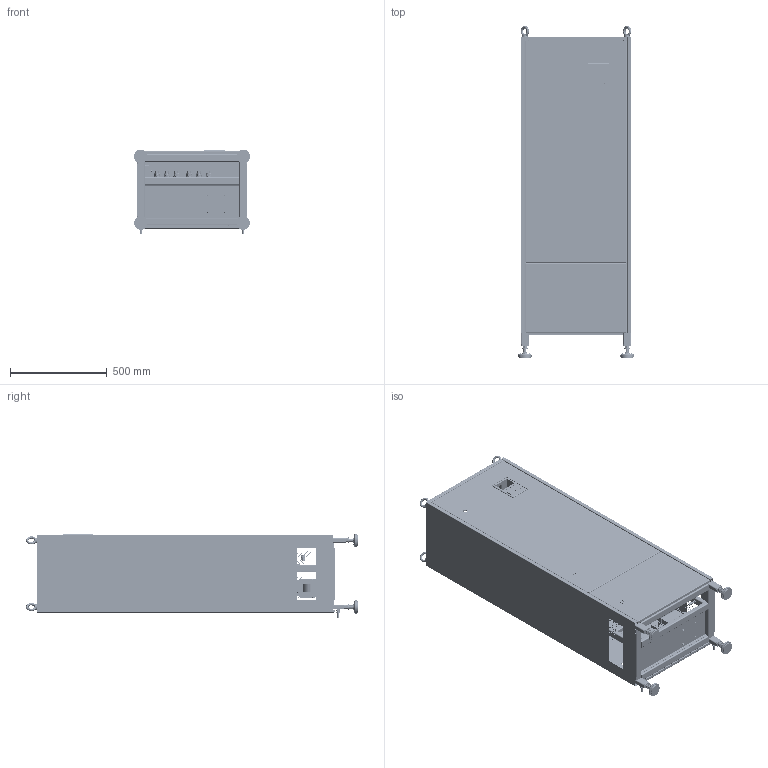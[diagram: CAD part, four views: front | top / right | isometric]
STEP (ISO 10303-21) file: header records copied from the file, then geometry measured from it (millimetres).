
FILE_DESCRIPTION (( 'FreeCAD Model' ), '1' );
FILE_NAME ('3D-model FC series 04 - 110-132 kW.STEP','2016-03-10T06:51:14', (''),(''),'Open CASCADE STEP processor 6.8','FreeCAD','');
FILE_SCHEMA (( 'CONFIG_CONTROL_DESIGN' ));
Length unit declared in the file: millimetre
Products named in the file (67): 陑祫.735225.002 扻豵鵨; Øàéáà_ïðóæèííàÿ_6402-70_ä10; 心至.467451.034蚜 暑眚痤腚屦_45_FreqConv_V2.3SK_; Ãàéêà_À_5927-70_Œ10; Íàáîð ãàéêà Ì10; 3-D 斁麧錪 瓬-110-132; ÐÄÖÁ.741124.011 Ïàíåëü ýëåêòðîíèêè; Íàáîð áîëò Ì10õ25 áåç øàéáû; ÐÄÖÁ.305424.006 Ïàíåëü áîêîâàÿ; Îáìîòêà Ä12; ﾑ褞蒟韭 ﾄ12; Êðåïëåíèå Ä12; ﾐﾄﾖﾁ.745322.012 ﾒ矜; 陑祫.741134.032 砑僗鴀; Çàêëåïêà ðåçüáîâàÿ ñ ïëîññêèì áóðòèêîì Ì8õ16,5 Ñò.3, ö9; ﾐﾄﾖﾁ.745322.012-02 ﾒ矜; ﾐﾄﾖﾁ.745322.012-01 ﾒ矜; Äðîññåëü Ä-12; Çàêëåïêà ðåçüáîâàÿ ñ ïëîññêèì áóðòèêîì Ì6õ12,5 Ñò.3, ö9; Áîëò_À_ 7805-70_Œ 6 å 20; Áîëò çàçåìëåíèÿ Ì10õ40 ÃÎÑÒ 7798-70; 陑祫.745222.008 赶鎀鍧; ÐÄÖÁ.745512.008 Ïàíåëü âåðõíÿÿ; 陑祫.301233.001捘 忺謤僔; ﾐﾄﾖﾁ.745421.004 ﾐ裔; ÐÄÖÁ.745512.009 Ïàíåëü áîêîâàÿ; ÐÄÖÁ.752683.005 Ñåòêà; ÐÄÖÁ.304119.001 Ïåòëÿ; ÐÄÖÁ.745512.011 Äâåðü âåðõíÿÿ; 陑祫.741121.020 砑僔蠂縺; ﾐﾄﾖﾁ.745512.012 ﾄ粢 湜跫; ÐÄÖÁ.305341.001 Äâåðü âåðõíÿÿ; 寀鵻罻 (錟覷薤)-1; ﾘ 2-1; Ñêîáà 2_0; Îñü 2-1; Îñü-1; ÐÄÖÁ.305424.007 Ïàíåëü çàäíÿÿ; ÐÄÖÁ.745512.010 Ïàíåëü çàäíÿÿ; Ñêîáà ...
Assembly tree (161 placements, depth 5):
  3-D 斁麧錪 瓬-110-132
    陑祫.301233.001捘 忺謤僔
      陑祫.301421.003 栺鍣罻  x3
        ﾐﾄﾖﾁ.745222.007 ﾒ矜
        ÐÄÖÁ.741124.012 Âñòàâêà
        陑祫.741124.013 砑僗鴀
      陑祫.301421.003 栺鍣罻
        ﾐﾄﾖﾁ.745222.007 ﾒ矜
        ÐÄÖÁ.741124.012 Âñòàâêà
        陑祫.741124.013 砑僗鴀
      ÐÄÖÁ.745322.011 Ïàíåëü íèæíÿÿ
      ÐÄÖÁ.745322.010 Ïàíåëü ïîäêëþ÷åíèé
      陑祫.741134.033 砑僔蠂縺  x3
      25 x 40 x 2.5x350-01
      25 x 40 x 2.5x350-01
      ﾐﾄﾖﾁ.745322.012 ﾒ矜  x7
      ﾐﾄﾖﾁ.745322.012 ﾒ矜
      ﾐﾄﾖﾁ.745322.012-01 ﾒ矜  x2
      ﾐﾄﾖﾁ.745322.012-02 ﾒ矜  x5
      陑祫.741134.032 砑僗鴀
      陑祫.741134.032 砑僗鴀
      陑祫.741134.032 砑僗鴀
      陑祫.741134.032 砑僗鴀
      陑祫.745222.008 赶鎀鍧  x2
      Áîëò çàçåìëåíèÿ Ì10õ40 ÃÎÑÒ 7798-70  x4
      Áîëò_À_ 7805-70_Œ 6 å 20  x4
      Çàêëåïêà ðåçüáîâàÿ ñ ïëîññêèì áóðòèêîì Ì6õ12,5 Ñò.3, ö9  x12
      Çàêëåïêà ðåçüáîâàÿ ñ ïëîññêèì áóðòèêîì Ì8õ16,5 Ñò.3, ö9  x7
    ÐÄÖÁ.305424.005 Ïàíåëü âåðõíÿÿ
      ÐÄÖÁ.745512.008 Ïàíåëü âåðõíÿÿ
      ÐÄÖÁ.752683.005 Ñåòêà
      Áîëò_Â_7808-70_Œ 6 å 25
    ÐÄÖÁ.305424.007 Ïàíåëü çàäíÿÿ
      ÐÄÖÁ.745512.010 Ïàíåëü çàäíÿÿ
      ÐÄÖÁ.752683.005 Ñåòêà
      Áîëò_Â_7808-70_Œ 6 å 25
    ÐÄÖÁ.305341.001 Äâåðü âåðõíÿÿ
      ÐÄÖÁ.304119.001 Ïåòëÿ  x2
        Ñêîáà 2_0
          Ñêîáà
          Îñü-1
        Îñü 2-1
        寀鵻罻 (錟覷薤)-1
        ﾘ 2-1
      ÐÄÖÁ.745512.011 Äâåðü âåðõíÿÿ
      ﾐﾄﾖﾁ.745421.004 ﾐ裔
      陑祫.741121.020 砑僔蠂縺  x2
      Áîëò_Â_7808-70_Œ 6 å 25
    ﾐﾄﾖﾁ.305341.002 ﾄ粢 湜跫
      ÐÄÖÁ.304119.001 Ïåòëÿ  x2
        Ñêîáà 2_0
          Ñêîáà
          Îñü-1
        Îñü 2-1
        寀鵻罻 (錟覷薤)-1
        ﾘ 2-1
      ﾐﾄﾖﾁ.745512.012 ﾄ粢 湜跫
      Áîëò_Â_7808-70_Œ 6 å 25
    ÐÄÖÁ.305424.006 Ïàíåëü áîêîâàÿ  x2
      ÐÄÖÁ.745512.009 Ïàíåëü áîêîâàÿ
Bounding box: 600 x 1718.2 x 438.9 mm (x, y, z)
Volume: 10681418.6 mm3; surface area: 11429948.6 mm2
Topology: 189 solids, 191 shells, 5081 faces, 12507 edges, 8004 vertices
Faces by surface type: plane 2935, cylinder 1354, cone 508, torus 168, bspline 84, sphere 32
Entity records: 75965 total; most frequent: CARTESIAN_POINT 13287, DIRECTION 11178, ORIENTED_EDGE 10692, EDGE_CURVE 5346, LINE 3778, VECTOR 3778, AXIS2_PLACEMENT_3D 3700, VERTEX_POINT 3411
